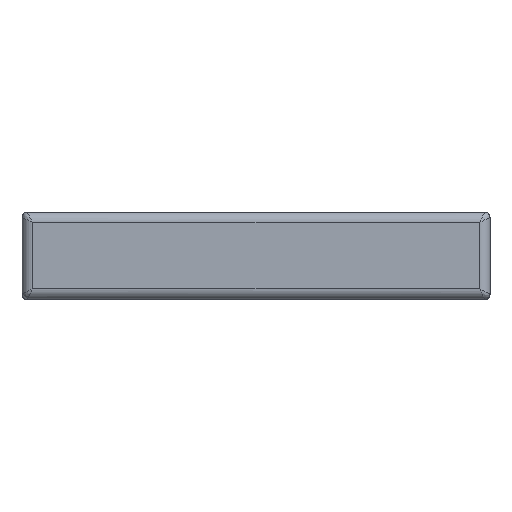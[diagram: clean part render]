
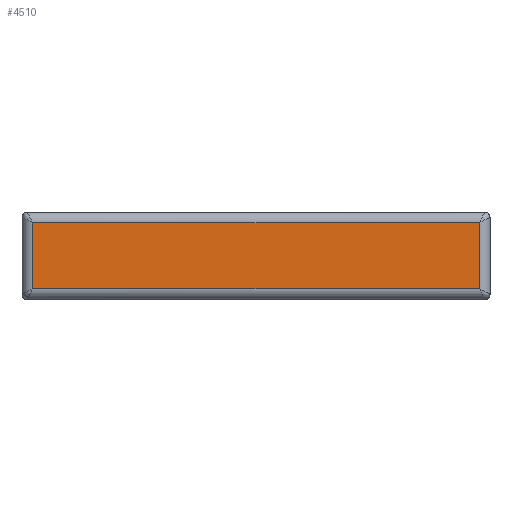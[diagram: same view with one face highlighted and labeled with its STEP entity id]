
A CAD part, top view. The second image highlights one B-rep face of the part: STEP entity #4510.
In plain terms, the highlighted planar face has unit normal (0, 0, 1).
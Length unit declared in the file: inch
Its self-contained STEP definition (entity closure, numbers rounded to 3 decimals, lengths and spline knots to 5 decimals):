
#1=DIRECTION('',(-1.,0.,0.));
#2=VECTOR('',#1,0.66535);
#3=CARTESIAN_POINT('',(0.46457,0.04921,1.11024));
#4=LINE('',#3,#2);
#5=DIRECTION('',(-1.,0.,0.));
#6=VECTOR('',#5,0.66535);
#7=CARTESIAN_POINT('',(0.46457,-0.04921,1.11024));
#8=LINE('',#7,#6);
#23=DIRECTION('',(0.,-1.,0.));
#24=VECTOR('',#23,0.09843);
#25=CARTESIAN_POINT('',(-0.20079,0.04921,1.11024));
#26=LINE('',#25,#24);
#605=DIRECTION('',(0.,1.,0.));
#606=VECTOR('',#605,0.09843);
#607=CARTESIAN_POINT('',(0.46457,-0.04921,
1.11024));
#608=LINE('',#607,#606);
#3922=CARTESIAN_POINT('',(0.46457,-0.04921,
1.11024));
#3923=CARTESIAN_POINT('',(-0.20079,-0.04921,
1.11024));
#3924=VERTEX_POINT('',#3922);
#3925=VERTEX_POINT('',#3923);
#4159=CARTESIAN_POINT('',(0.46457,0.04921,
1.11024));
#4160=CARTESIAN_POINT('',(-0.20079,0.04921,
1.11024));
#4161=VERTEX_POINT('',#4159);
#4162=VERTEX_POINT('',#4160);
#4495=CARTESIAN_POINT('',(0.,0.,1.11024));
#4496=DIRECTION('',(0.,0.,1.));
#4497=DIRECTION('',(1.,0.,0.));
#4498=AXIS2_PLACEMENT_3D('',#4495,#4496,#4497);
#4499=PLANE('',#4498);
#4501=ORIENTED_EDGE('',*,*,#4500,.F.);
#4503=ORIENTED_EDGE('',*,*,#4502,.F.);
#4505=ORIENTED_EDGE('',*,*,#4504,.F.);
#4507=ORIENTED_EDGE('',*,*,#4506,.T.);
#4508=EDGE_LOOP('',(#4501,#4503,#4505,#4507));
#4509=FACE_OUTER_BOUND('',#4508,.F.);
#4510=ADVANCED_FACE('',(#4509),#4499,.T.);
#4500=EDGE_CURVE('',#4162,#3925,#26,.T.);
#4502=EDGE_CURVE('',#4161,#4162,#4,.T.);
#4504=EDGE_CURVE('',#3924,#4161,#608,.T.);
#4506=EDGE_CURVE('',#3924,#3925,#8,.T.);
